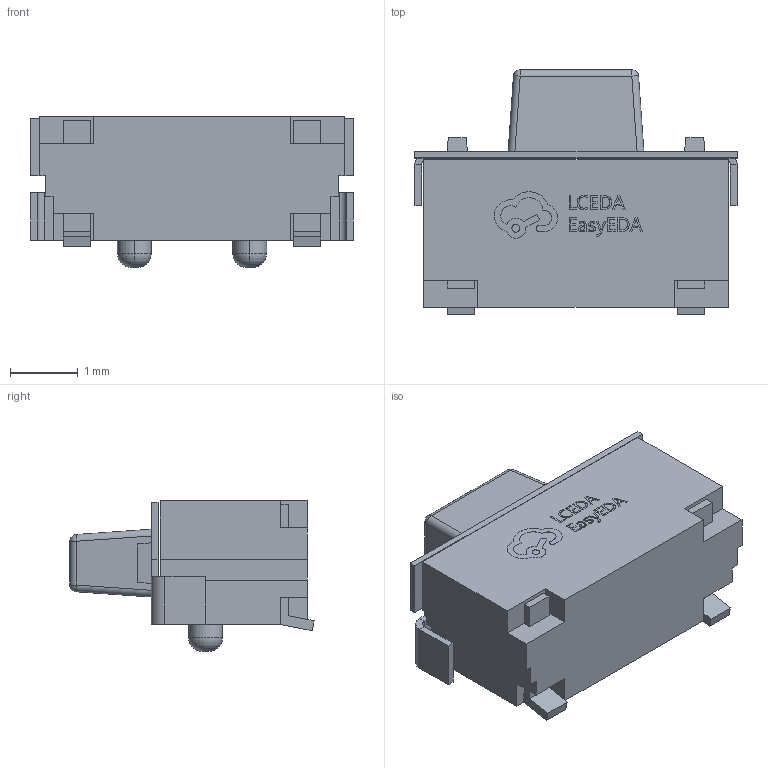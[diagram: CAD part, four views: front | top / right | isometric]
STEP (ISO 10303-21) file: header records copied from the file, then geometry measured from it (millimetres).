
FILE_DESCRIPTION (( 'STEP AP214' ), '1' );
FILE_NAME ('SW-SMD_TSA245G00D-250.step', '2022-07-26T08:04:25', ( '' ), ( '' ), 'SwSTEP 2.0', 'SolidWorks 2021', '' );
FILE_SCHEMA (( 'AUTOMOTIVE_DESIGN' ));
Length unit declared in the file: millimetre
Products named in the file (1): SW-SMD_TSA245G00D-250
Bounding box: 4.75 x 3.6 x 2.22 mm (x, y, z)
Volume: 20 mm3; surface area: 73.1 mm2
Topology: 2 solids, 2 shells, 343 faces, 913 edges, 598 vertices
Faces by surface type: plane 221, bspline 98, cylinder 16, sphere 4, torus 4
Entity records: 14533 total; most frequent: CARTESIAN_POINT 3173, ORIENTED_EDGE 1826, DIRECTION 1237, EDGE_CURVE 913, VECTOR 673, LINE 673, VERTEX_POINT 598, EDGE_LOOP 371
